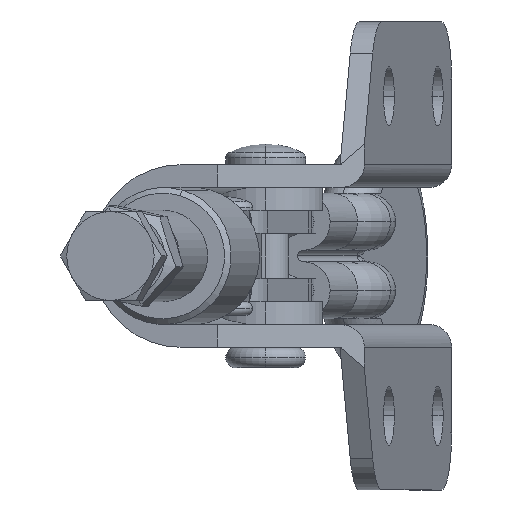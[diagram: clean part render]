
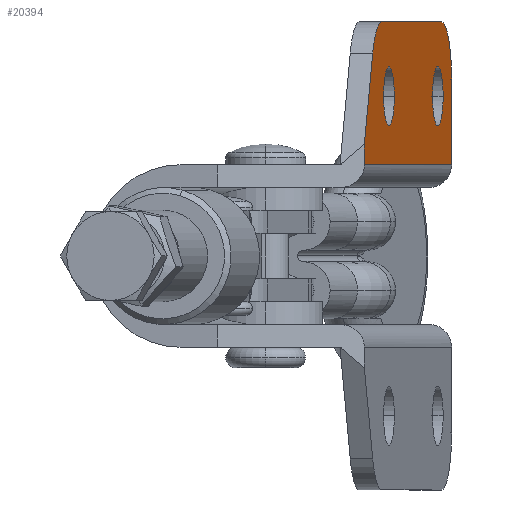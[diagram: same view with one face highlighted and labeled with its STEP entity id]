
A CAD part, left-side view. The second image highlights one B-rep face of the part: STEP entity #20394.
In plain terms, the highlighted face is planar.
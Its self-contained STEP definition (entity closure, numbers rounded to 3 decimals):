
#461 = EDGE_CURVE ( 'NONE', #4144, #3225, #7721, .T. ) ;
#465 = EDGE_CURVE ( 'NONE', #3688, #3461, #7724, .T. ) ;
#474 = EDGE_CURVE ( 'NONE', #4090, #3461, #7733, .T. ) ;
#480 = EDGE_CURVE ( 'NONE', #4144, #3870, #7737, .T. ) ;
#484 = EDGE_CURVE ( 'NONE', #4090, #3225, #7735, .T. ) ;
#2478 = VERTEX_POINT ( 'NONE', #11033 ) ;
#2808 = EDGE_CURVE ( 'NONE', #3587, #3417, #12234, .T. ) ;
#2963 = EDGE_CURVE ( 'NONE', #2478, #3405, #12452, .T. ) ;
#2972 = EDGE_CURVE ( 'NONE', #3870, #3188, #12465, .T. ) ;
#2975 = EDGE_CURVE ( 'NONE', #3188, #3688, #12467, .T. ) ;
#2979 = EDGE_CURVE ( 'NONE', #3417, #3587, #12479, .T. ) ;
#2980 = EDGE_CURVE ( 'NONE', #3405, #2478, #12481, .T. ) ;
#3188 = VERTEX_POINT ( 'NONE', #14934 ) ;
#3225 = VERTEX_POINT ( 'NONE', #14971 ) ;
#3405 = VERTEX_POINT ( 'NONE', #15151 ) ;
#3417 = VERTEX_POINT ( 'NONE', #15163 ) ;
#3461 = VERTEX_POINT ( 'NONE', #15207 ) ;
#3587 = VERTEX_POINT ( 'NONE', #15333 ) ;
#3688 = VERTEX_POINT ( 'NONE', #15431 ) ;
#3870 = VERTEX_POINT ( 'NONE', #15613 ) ;
#4090 = VERTEX_POINT ( 'NONE', #15833 ) ;
#4144 = VERTEX_POINT ( 'NONE', #15887 ) ;
#4233 = ORIENTED_EDGE ( 'NONE', *, *, #480, .F. ) ;
#4277 = ORIENTED_EDGE ( 'NONE', *, *, #461, .T. ) ;
#4315 = ORIENTED_EDGE ( 'NONE', *, *, #484, .F. ) ;
#4320 = ORIENTED_EDGE ( 'NONE', *, *, #2963, .F. ) ;
#4329 = ORIENTED_EDGE ( 'NONE', *, *, #474, .T. ) ;
#4340 = ORIENTED_EDGE ( 'NONE', *, *, #2979, .F. ) ;
#4358 = ORIENTED_EDGE ( 'NONE', *, *, #2808, .F. ) ;
#4378 = ORIENTED_EDGE ( 'NONE', *, *, #2975, .F. ) ;
#4393 = ORIENTED_EDGE ( 'NONE', *, *, #2980, .F. ) ;
#4396 = ORIENTED_EDGE ( 'NONE', *, *, #2972, .F. ) ;
#4406 = ORIENTED_EDGE ( 'NONE', *, *, #465, .F. ) ;
#4614 = EDGE_LOOP ( 'NONE', ( #4358, #4340 ) ) ;
#4670 = EDGE_LOOP ( 'NONE', ( #4233, #4277, #4315, #4329, #4406, #4378, #4396 ) ) ;
#4882 = EDGE_LOOP ( 'NONE', ( #4320, #4393 ) ) ;
#7721 = LINE ( 'NONE', #10542, #7725 ) ;
#7724 = LINE ( 'NONE', #10553, #7730 ) ;
#7725 = VECTOR ( 'NONE', #10552, 1000. ) ;
#7730 = VECTOR ( 'NONE', #10579, 1000. ) ;
#7733 = CIRCLE ( 'NONE', #8388, 5. ) ;
#7734 = VECTOR ( 'NONE', #10762, 1000. ) ;
#7735 = LINE ( 'NONE', #10780, #7741 ) ;
#7737 = LINE ( 'NONE', #10760, #7734 ) ;
#7741 = VECTOR ( 'NONE', #10785, 1000. ) ;
#8388 = AXIS2_PLACEMENT_3D ( 'NONE', #10684, #10685, #10686 ) ;
#8461 = AXIS2_PLACEMENT_3D ( 'NONE', #13700, #13701, #13702 ) ;
#8489 = AXIS2_PLACEMENT_3D ( 'NONE', #14403, #14404, #14405 ) ;
#8492 = AXIS2_PLACEMENT_3D ( 'NONE', #14429, #14430, #14431 ) ;
#8494 = AXIS2_PLACEMENT_3D ( 'NONE', #14437, #14438, #14439 ) ;
#8495 = AXIS2_PLACEMENT_3D ( 'NONE', #14440, #14441, #14442 ) ;
#10542 = CARTESIAN_POINT ( 'NONE',  ( 48.5, -23.3, -12.5 ) ) ;
#10552 = DIRECTION ( 'NONE',  ( 1., 0., 0. ) ) ;
#10553 = CARTESIAN_POINT ( 'NONE',  ( 0., -23.3, 0. ) ) ;
#10579 = DIRECTION ( 'NONE',  ( 1., 0., 0. ) ) ;
#10684 = CARTESIAN_POINT ( 'NONE',  ( 43.5, -23.3, -5. ) ) ;
#10685 = DIRECTION ( 'NONE',  ( 0., -1., 0. ) ) ;
#10686 = DIRECTION ( 'NONE',  ( 0., 0., -1. ) ) ;
#10760 = CARTESIAN_POINT ( 'NONE',  ( 5.663, -23.3, -41. ) ) ;
#10762 = DIRECTION ( 'NONE',  ( 0., 0., 1. ) ) ;
#10780 = CARTESIAN_POINT ( 'NONE',  ( 48.5, -23.3, 0. ) ) ;
#10785 = DIRECTION ( 'NONE',  ( 0., 0., -1. ) ) ;
#11033 = CARTESIAN_POINT ( 'NONE',  ( 15.127, -23.3, -6.5 ) ) ;
#12234 = CIRCLE ( 'NONE', #8461, 2.6 ) ;
#12452 = CIRCLE ( 'NONE', #8489, 2.6 ) ;
#12465 = LINE ( 'NONE', #14422, #12469 ) ;
#12467 = CIRCLE ( 'NONE', #8492, 5. ) ;
#12469 = VECTOR ( 'NONE', #14423, 1000. ) ;
#12479 = CIRCLE ( 'NONE', #8494, 2.6 ) ;
#12481 = CIRCLE ( 'NONE', #8495, 2.6 ) ;
#13700 = CARTESIAN_POINT ( 'NONE',  ( 41.727, -23.3, -6.5 ) ) ;
#13701 = DIRECTION ( 'NONE',  ( 0., -1., 0. ) ) ;
#13702 = DIRECTION ( 'NONE',  ( 0., 0., -1. ) ) ;
#14403 = CARTESIAN_POINT ( 'NONE',  ( 17.727, -23.3, -6.5 ) ) ;
#14404 = DIRECTION ( 'NONE',  ( 0., -1., 0. ) ) ;
#14405 = DIRECTION ( 'NONE',  ( 0., 0., -1. ) ) ;
#14422 = CARTESIAN_POINT ( 'NONE',  ( -7.81, -23.3, -37.004 ) ) ;
#14423 = DIRECTION ( 'NONE',  ( 0.455, 0., 0.89 ) ) ;
#14429 = CARTESIAN_POINT ( 'NONE',  ( 14.18, -23.3, -5. ) ) ;
#14430 = DIRECTION ( 'NONE',  ( 0., 1., 0. ) ) ;
#14431 = DIRECTION ( 'NONE',  ( 0., 0., -1. ) ) ;
#14437 = CARTESIAN_POINT ( 'NONE',  ( 41.727, -23.3, -6.5 ) ) ;
#14438 = DIRECTION ( 'NONE',  ( 0., -1., 0. ) ) ;
#14439 = DIRECTION ( 'NONE',  ( 0., 0., -1. ) ) ;
#14440 = CARTESIAN_POINT ( 'NONE',  ( 17.727, -23.3, -6.5 ) ) ;
#14441 = DIRECTION ( 'NONE',  ( 0., -1., 0. ) ) ;
#14442 = DIRECTION ( 'NONE',  ( 0., 0., -1. ) ) ;
#14934 = CARTESIAN_POINT ( 'NONE',  ( 9.729, -23.3, -2.723 ) ) ;
#14971 = CARTESIAN_POINT ( 'NONE',  ( 48.5, -23.3, -12.5 ) ) ;
#15151 = CARTESIAN_POINT ( 'NONE',  ( 20.327, -23.3, -6.5 ) ) ;
#15163 = CARTESIAN_POINT ( 'NONE',  ( 44.327, -23.3, -6.5 ) ) ;
#15207 = CARTESIAN_POINT ( 'NONE',  ( 43.5, -23.3, 0. ) ) ;
#15333 = CARTESIAN_POINT ( 'NONE',  ( 39.127, -23.3, -6.5 ) ) ;
#15431 = CARTESIAN_POINT ( 'NONE',  ( 14.18, -23.3, 0. ) ) ;
#15613 = CARTESIAN_POINT ( 'NONE',  ( 5.663, -23.3, -10.669 ) ) ;
#15833 = CARTESIAN_POINT ( 'NONE',  ( 48.5, -23.3, -5. ) ) ;
#15887 = CARTESIAN_POINT ( 'NONE',  ( 5.663, -23.3, -12.5 ) ) ;
#20394 = ADVANCED_FACE ( 'NONE', ( #31604, #31607, #31605 ), #30548, .T. ) ;
#28378 = AXIS2_PLACEMENT_3D ( 'NONE', #30546, #30540, #30550 ) ;
#30540 = DIRECTION ( 'NONE',  ( 0., -1., 0. ) ) ;
#30546 = CARTESIAN_POINT ( 'NONE',  ( 0., -23.3, -41. ) ) ;
#30548 = PLANE ( 'NONE',  #28378 ) ;
#30550 = DIRECTION ( 'NONE',  ( 0., 0., -1. ) ) ;
#31604 = FACE_OUTER_BOUND ( 'NONE', #4670, .T. ) ;
#31605 = FACE_BOUND ( 'NONE', #4882, .T. ) ;
#31607 = FACE_BOUND ( 'NONE', #4614, .T. ) ;
